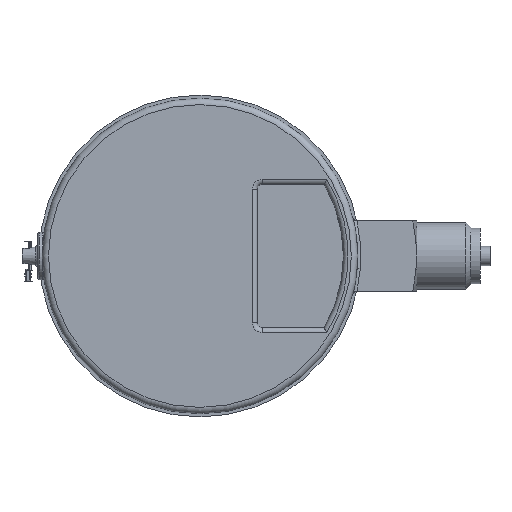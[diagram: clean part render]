
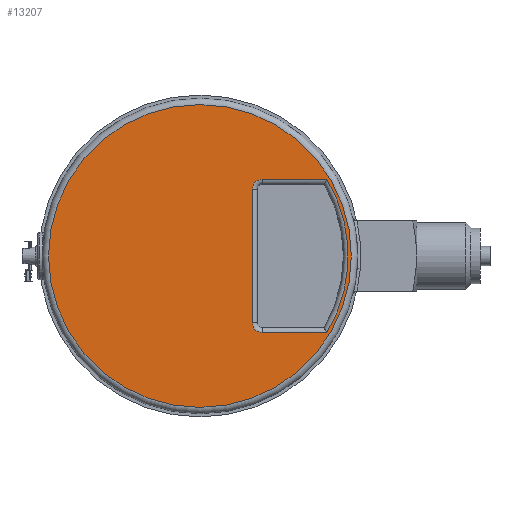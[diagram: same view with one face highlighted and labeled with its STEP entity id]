
A CAD part, left-side view. The second image highlights one B-rep face of the part: STEP entity #13207.
In plain terms, the highlighted planar face has unit normal (-1, 0, 0).
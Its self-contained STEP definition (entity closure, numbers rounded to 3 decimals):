
#518=FACE_BOUND('',#2328,.T.);
#608=CIRCLE('',#13986,3.);
#611=CIRCLE('',#13990,46.5);
#614=CIRCLE('',#13994,3.);
#619=CIRCLE('',#14008,47.5);
#620=CIRCLE('',#14009,47.5);
#1537=FACE_OUTER_BOUND('',#2327,.T.);
#2327=EDGE_LOOP('',(#10727,#10728));
#2328=EDGE_LOOP('',(#10729,#10730,#10731,#10732,#10733,#10734));
#3622=LINE('',#20039,#4993);
#3625=LINE('',#20043,#4996);
#3628=LINE('',#20051,#4999);
#4993=VECTOR('',#16362,10.);
#4996=VECTOR('',#16367,10.);
#4999=VECTOR('',#16376,10.);
#6102=VERTEX_POINT('',#19989);
#6103=VERTEX_POINT('',#19991);
#6106=VERTEX_POINT('',#19998);
#6107=VERTEX_POINT('',#20013);
#6110=VERTEX_POINT('',#20033);
#6111=VERTEX_POINT('',#20035);
#6118=VERTEX_POINT('',#20070);
#6119=VERTEX_POINT('',#20071);
#7720=EDGE_CURVE('',#6102,#6103,#608,.T.);
#7724=EDGE_CURVE('',#6106,#6107,#611,.T.);
#7728=EDGE_CURVE('',#6110,#6111,#614,.T.);
#7730=EDGE_CURVE('',#6103,#6110,#3622,.T.);
#7733=EDGE_CURVE('',#6111,#6106,#3625,.T.);
#7737=EDGE_CURVE('',#6107,#6102,#3628,.T.);
#7747=EDGE_CURVE('',#6118,#6119,#619,.T.);
#7748=EDGE_CURVE('',#6119,#6118,#620,.T.);
#10727=ORIENTED_EDGE('',*,*,#7747,.F.);
#10728=ORIENTED_EDGE('',*,*,#7748,.F.);
#10729=ORIENTED_EDGE('',*,*,#7728,.F.);
#10730=ORIENTED_EDGE('',*,*,#7730,.F.);
#10731=ORIENTED_EDGE('',*,*,#7720,.F.);
#10732=ORIENTED_EDGE('',*,*,#7737,.F.);
#10733=ORIENTED_EDGE('',*,*,#7724,.F.);
#10734=ORIENTED_EDGE('',*,*,#7733,.F.);
#12660=PLANE('',#14007);
#13207=ADVANCED_FACE('',(#1537,#518),#12660,.F.);
#13986=AXIS2_PLACEMENT_3D('',#19992,#16340,#16341);
#13990=AXIS2_PLACEMENT_3D('',#20014,#16348,#16349);
#13994=AXIS2_PLACEMENT_3D('',#20036,#16356,#16357);
#14007=AXIS2_PLACEMENT_3D('',#20069,#16396,#16397);
#14008=AXIS2_PLACEMENT_3D('',#20072,#16398,#16399);
#14009=AXIS2_PLACEMENT_3D('',#20073,#16400,#16401);
#16340=DIRECTION('center_axis',(-1.,0.,0.));
#16341=DIRECTION('ref_axis',(0.,0.707,0.707));
#16348=DIRECTION('center_axis',(-1.,0.,0.));
#16349=DIRECTION('ref_axis',(0.,-1.,0.));
#16356=DIRECTION('center_axis',(-1.,0.,0.));
#16357=DIRECTION('ref_axis',(0.,0.707,-0.707));
#16362=DIRECTION('',(0.,0.,-1.));
#16367=DIRECTION('',(0.,-1.,0.));
#16376=DIRECTION('',(0.,1.,0.));
#16396=DIRECTION('center_axis',(1.,0.,0.));
#16397=DIRECTION('ref_axis',(0.,0.,-1.));
#16398=DIRECTION('center_axis',(1.,0.,0.));
#16399=DIRECTION('ref_axis',(0.,-1.,0.));
#16400=DIRECTION('center_axis',(1.,0.,0.));
#16401=DIRECTION('ref_axis',(0.,-1.,0.));
#19989=CARTESIAN_POINT('',(0.,-19.5,24.));
#19991=CARTESIAN_POINT('',(0.,-16.5,21.));
#19992=CARTESIAN_POINT('Origin',(0.,-19.5,21.));
#19998=CARTESIAN_POINT('',(0.,-39.828,-24.));
#20013=CARTESIAN_POINT('',(0.,-39.828,24.));
#20014=CARTESIAN_POINT('Origin',(0.,0.,0.));
#20033=CARTESIAN_POINT('',(0.,-16.5,-21.));
#20035=CARTESIAN_POINT('',(0.,-19.5,-24.));
#20036=CARTESIAN_POINT('Origin',(0.,-19.5,-21.));
#20039=CARTESIAN_POINT('',(0.,-16.5,-11.25));
#20043=CARTESIAN_POINT('',(0.,-19.486,-24.));
#20051=CARTESIAN_POINT('',(0.,-9.,24.));
#20069=CARTESIAN_POINT('Origin',(0.,0.,0.));
#20070=CARTESIAN_POINT('',(0.,47.5,0.));
#20071=CARTESIAN_POINT('',(0.,0.,47.5));
#20072=CARTESIAN_POINT('Origin',(0.,0.,0.));
#20073=CARTESIAN_POINT('Origin',(0.,0.,0.));
